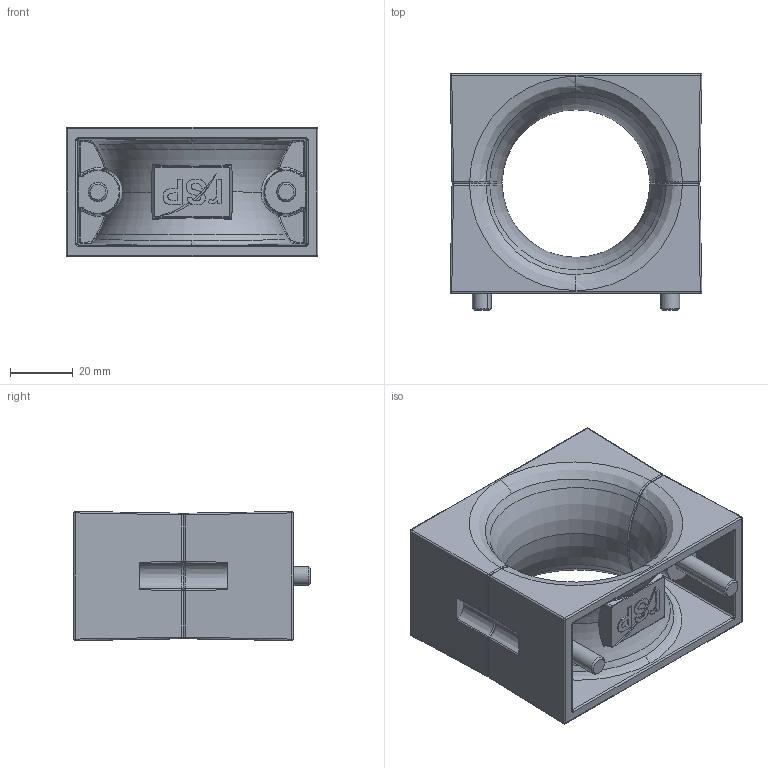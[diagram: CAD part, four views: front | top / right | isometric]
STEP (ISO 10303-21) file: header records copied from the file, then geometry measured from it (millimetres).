
FILE_DESCRIPTION (( 'STEP AP203' ), '1' );
FILE_NAME ('P8202.STEP', '2019-06-03T06:16:44', ( 'RSPlokal' ), ( 'Microsoft' ), 'SwSTEP 2.0', 'SolidWorks 2017', '' );
FILE_SCHEMA (( 'CONFIG_CONTROL_DESIGN' ));
Length unit declared in the file: millimetre
Products named in the file (1): P8202
Bounding box: 80.2 x 75.4 x 41.2 mm (x, y, z)
Volume: 69201.2 mm3; surface area: 41742.5 mm2
Topology: 6 solids, 6 shells, 620 faces, 1510 edges, 876 vertices
Faces by surface type: bspline 208, plane 136, cylinder 120, torus 60, cone 52, sphere 44
Entity records: 26021 total; most frequent: CARTESIAN_POINT 13051, ORIENTED_EDGE 2924, DIRECTION 2392, EDGE_CURVE 1462, AXIS2_PLACEMENT_3D 965, VERTEX_POINT 876, EDGE_LOOP 654, FACE_OUTER_BOUND 620
